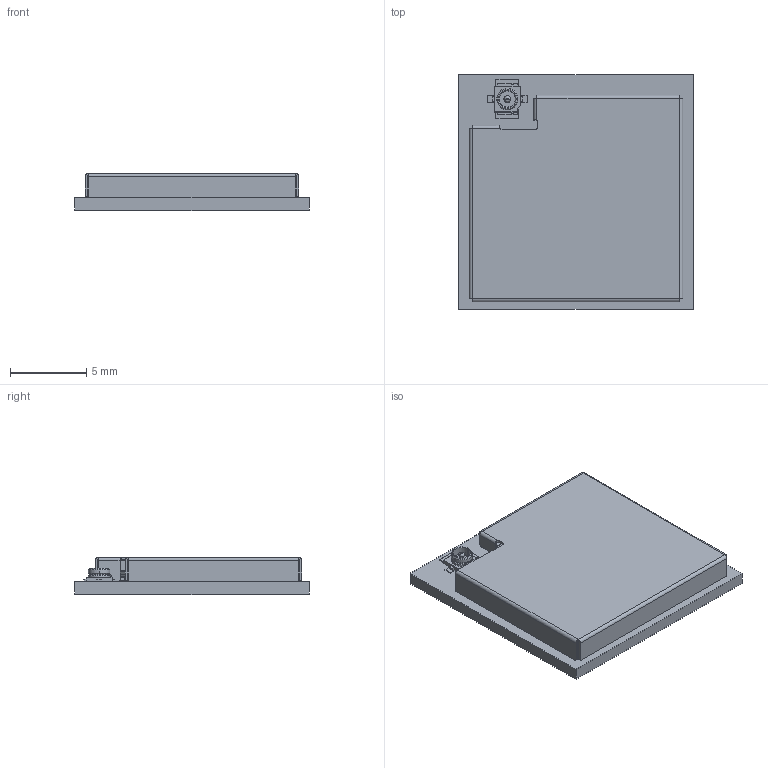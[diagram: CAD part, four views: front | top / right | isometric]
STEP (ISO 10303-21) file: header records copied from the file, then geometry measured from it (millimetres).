
FILE_DESCRIPTION (( 'STEP AP214' ), '1' );
FILE_NAME ('ESP32-S3-MINI-1U_V1-20240308.STEP', '2024-03-08T08:37:25', ( 'Windows User' ), ( 'P R C' ), 'SwSTEP 2.0', 'SolidWorks 2022', '' );
FILE_SCHEMA (( 'AUTOMOTIVE_DESIGN' ));
Length unit declared in the file: millimetre
Products named in the file (30): ESP32-S3-S2-MINI-solder_pad; Submodel-D__3D_design_ESP32-S3_module_module_ESP32-S3-MINI-1U-3D_PCB_ESP32-S3-MINI-1U_V1.1_20240307_PCB_3D_ImportedPartModels_XTAL3225_20210301.STEP; ESP32-S3-MINI-1U_V1-20240308; R0201_20210301.xtd; Submodel-D__3D_design_ESP32-S3_module_module_ESP32-S3-MINI-1U-3D_PCB_ESP32-S3-MINI-1U_V1.1_20240307_PCB_3D_ImportedPartModels_C0201_20210301.STEP; Submodel-D__3D_design_ESP32-S3_module_module_ESP32-S3-MINI-1U-3D_PCB_ESP32-S3-MINI-1U_V1.1_20240307_PCB_3D_ImportedPartModels_ipx3.STEP; DFN1006.xtd; ESP32-S3_20210301.xtd; ShieldBox_ESP32-S2-MINI-1U_V1.1_20231124; Submodel-D__3D_design_ESP32-S3_module_module_ESP32-S3-MINI-1U-3D_PCB_ESP32-S3-MINI-1U_V1.1_20240307_PCB_3D_ImportedPartModels_C0402_20210301.STEP; C0402_20210301.xtd; Submodel-D__3D_design_ESP32-S3_module_module_ESP32-S3-MINI-1U-3D_PCB_ESP32-S3-MINI-1U_V1.1_20240307_PCB_3D_ImportedPartModels_DFN1006.STEP; Submodel-D__3D_design_ESP32-S3_module_module_ESP32-S3-MINI-1U-3D_PCB_ESP32-S3-MINI-1U_V1.1_20240307_PCB_3D_ImportedPartModels_L0201_20210301.STEP; Submodel-C0402_part_C0402; Submodel-D__3D_design_ESP32-S3_module_module_ESP32-S3-MINI-1U-3D_PCB_ESP32-S3-MINI-1U_V1.1_20240307_PCB_3D_ImportedPartModels_ESP32-S3_20210301.STEP; Submodel-L0201_part_L0201; Submodel-IPEX_4P_part_IPEX_4P; Submodel-QFN56_0P4_7_part_QFN56_0P4_7; DesignRootModel; C0201_20210301.xtd; Submodel-SOD882_part_SOD882; uid__2482; XTAL3225_20210301.xtd; ipx3.xtd; Submodel-D__3D_design_ESP32-S3_module_module_ESP32-S3-MINI-1U-3D_PCB_ESP32-S3-MINI-1U_V1.1_20240307_PCB_3D_ImportedPartModels_R0201_20210301.STEP; L0201_20210301.xtd; Imported; Submodel-XTAL3225_part_XTAL3225; Submodel-C0201_part_C0201; Submodel-R0201_part_R0201
Assembly tree (44 placements, depth 5):
  ESP32-S3-MINI-1U_V1-20240308
    DesignRootModel
      uid__2482
      Submodel-C0402_part_C0402
        Submodel-D__3D_design_ESP32-S3_module_module_ESP32-S3-MINI-1U-3D_PCB_ESP32-S3-MINI-1U_V1.1_20240307_PCB_3D_ImportedPartModels_C0402_20210301.STEP
          C0402_20210301.xtd
      Submodel-C0201_part_C0201  x13
        Submodel-D__3D_design_ESP32-S3_module_module_ESP32-S3-MINI-1U-3D_PCB_ESP32-S3-MINI-1U_V1.1_20240307_PCB_3D_ImportedPartModels_C0201_20210301.STEP
          C0201_20210301.xtd
      Submodel-R0201_part_R0201  x3
        Submodel-D__3D_design_ESP32-S3_module_module_ESP32-S3-MINI-1U-3D_PCB_ESP32-S3-MINI-1U_V1.1_20240307_PCB_3D_ImportedPartModels_R0201_20210301.STEP
          R0201_20210301.xtd
      Submodel-QFN56_0P4_7_part_QFN56_0P4_7
        Submodel-D__3D_design_ESP32-S3_module_module_ESP32-S3-MINI-1U-3D_PCB_ESP32-S3-MINI-1U_V1.1_20240307_PCB_3D_ImportedPartModels_ESP32-S3_20210301.STEP
          ESP32-S3_20210301.xtd
      Submodel-IPEX_4P_part_IPEX_4P
        Submodel-D__3D_design_ESP32-S3_module_module_ESP32-S3-MINI-1U-3D_PCB_ESP32-S3-MINI-1U_V1.1_20240307_PCB_3D_ImportedPartModels_ipx3.STEP
          ipx3.xtd
      Submodel-SOD882_part_SOD882
        Submodel-D__3D_design_ESP32-S3_module_module_ESP32-S3-MINI-1U-3D_PCB_ESP32-S3-MINI-1U_V1.1_20240307_PCB_3D_ImportedPartModels_DFN1006.STEP
          DFN1006.xtd
      Submodel-L0201_part_L0201  x2
        Submodel-D__3D_design_ESP32-S3_module_module_ESP32-S3-MINI-1U-3D_PCB_ESP32-S3-MINI-1U_V1.1_20240307_PCB_3D_ImportedPartModels_L0201_20210301.STEP
          L0201_20210301.xtd
      Submodel-XTAL3225_part_XTAL3225
        Submodel-D__3D_design_ESP32-S3_module_module_ESP32-S3-MINI-1U-3D_PCB_ESP32-S3-MINI-1U_V1.1_20240307_PCB_3D_ImportedPartModels_XTAL3225_20210301.STEP
          XTAL3225_20210301.xtd
    Imported
    ESP32-S3-S2-MINI-solder_pad
    ShieldBox_ESP32-S2-MINI-1U_V1.1_20231124
Bounding box: 15.4 x 15.4 x 2.44 mm (x, y, z)
Volume: 276.9 mm3; surface area: 1406.8 mm2
Topology: 222 solids, 223 shells, 2821 faces, 6657 edges, 4212 vertices
Faces by surface type: plane 2075, cylinder 547, bspline 190, cone 9
Entity records: 86683 total; most frequent: CARTESIAN_POINT 16452, ORIENTED_EDGE 10226, DIRECTION 9180, EDGE_CURVE 5113, LINE 4170, VECTOR 4170, VERTEX_POINT 3372, AXIS2_PLACEMENT_3D 2505
